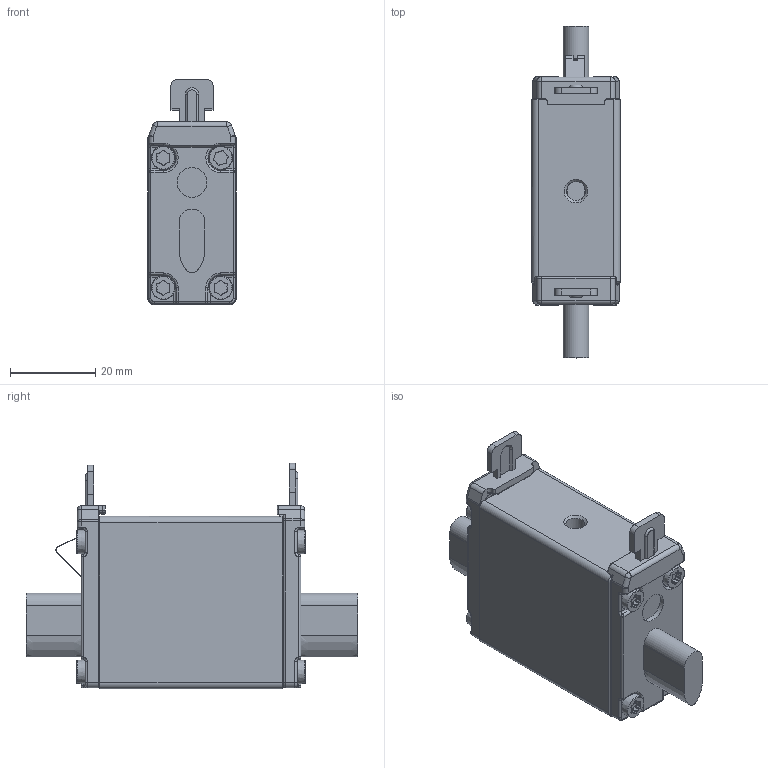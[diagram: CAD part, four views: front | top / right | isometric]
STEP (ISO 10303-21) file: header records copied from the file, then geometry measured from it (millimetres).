
FILE_DESCRIPTION(/* description */ (''),/* implementation_level */ '2;1');
FILE_NAME(/* name */ '1000405-A NH000 SGL.stp',/* time_stamp */ '2016-11-30T10:48:02+01:00',/* author */ (''),/* organization */ (''),/* preprocessor_version */ 'ST-DEVELOPER v16',/* originating_system */ 'SIEMENS PLM Software NX 10.0',/* authorisation */ '');
FILE_SCHEMA (('AP203_CONFIGURATION_CONTROLLED_3D_DESIGN_OF_MECHANICAL_PARTS_AND_ASSEMBLIES_MIM_LF { 1 0 10303 403 2 1 2}'));
Length unit declared in the file: millimetre
Products named in the file (1): dbou2C045E33eh3w
Bounding box: 20.8 x 77.95 x 53 mm (x, y, z)
Volume: 45223.1 mm3; surface area: 11871.3 mm2
Topology: 2 solids, 8 shells, 849 faces, 2281 edges, 1447 vertices
Faces by surface type: plane 372, cylinder 354, torus 67, cone 21, bspline 17, sphere 12, extrusion 6
Full cylindrical faces by diameter (mm): 2.4 x2, 3.3 x2, 4 x1, 4.5 x1, 5.5 x1, 7 x1
Entity records: 27107 total; most frequent: CARTESIAN_POINT 5492, DIRECTION 4665, ORIENTED_EDGE 4460, EDGE_CURVE 2230, AXIS2_PLACEMENT_3D 1673, VERTEX_POINT 1435, VECTOR 1319, LINE 1313
